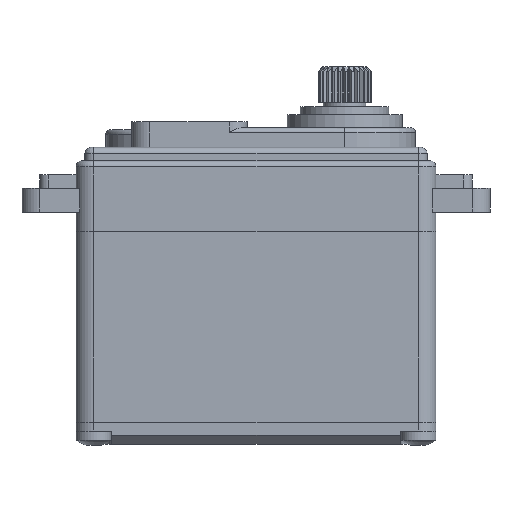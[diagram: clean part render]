
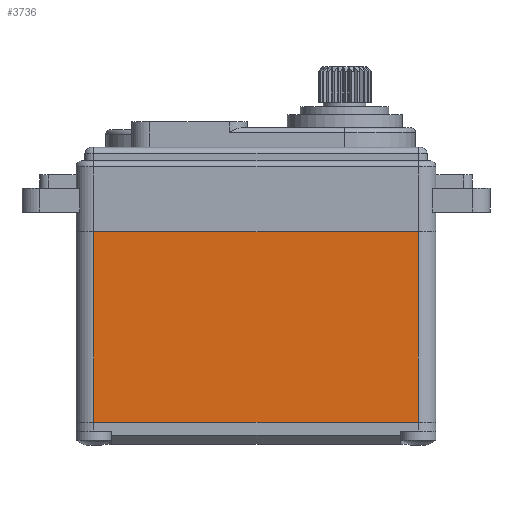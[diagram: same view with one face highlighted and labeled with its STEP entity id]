
A CAD part, left-side view. The second image highlights one B-rep face of the part: STEP entity #3736.
In plain terms, the highlighted planar face has unit normal (-1, 0, 0).
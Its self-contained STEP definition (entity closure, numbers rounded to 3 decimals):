
#3574 = VERTEX_POINT('',#3575);
#3575 = CARTESIAN_POINT('',(-10.,28.3,0.));
#3582 = EDGE_CURVE('',#3583,#3574,#3585,.T.);
#3583 = VERTEX_POINT('',#3584);
#3584 = CARTESIAN_POINT('',(-10.,-8.3,0.));
#3585 = LINE('',#3586,#3587);
#3586 = CARTESIAN_POINT('',(-10.,-10.3,0.));
#3587 = VECTOR('',#3588,1.);
#3588 = DIRECTION('',(0.,1.,0.));
#3640 = EDGE_CURVE('',#3574,#3641,#3643,.T.);
#3641 = VERTEX_POINT('',#3642);
#3642 = CARTESIAN_POINT('',(-10.,28.3,-21.5));
#3643 = LINE('',#3644,#3645);
#3644 = CARTESIAN_POINT('',(-10.,28.3,0.));
#3645 = VECTOR('',#3646,1.);
#3646 = DIRECTION('',(-0.,-0.,-1.));
#3691 = EDGE_CURVE('',#3692,#3641,#3694,.T.);
#3692 = VERTEX_POINT('',#3693);
#3693 = CARTESIAN_POINT('',(-10.,-8.3,-21.5));
#3694 = LINE('',#3695,#3696);
#3695 = CARTESIAN_POINT('',(-10.,-10.3,-21.5));
#3696 = VECTOR('',#3697,1.);
#3697 = DIRECTION('',(0.,1.,0.));
#3736 = ADVANCED_FACE('',(#3737),#3748,.F.);
#3737 = FACE_BOUND('',#3738,.F.);
#3738 = EDGE_LOOP('',(#3739,#3740,#3746,#3747));
#3739 = ORIENTED_EDGE('',*,*,#3582,.F.);
#3740 = ORIENTED_EDGE('',*,*,#3741,.T.);
#3741 = EDGE_CURVE('',#3583,#3692,#3742,.T.);
#3742 = LINE('',#3743,#3744);
#3743 = CARTESIAN_POINT('',(-10.,-8.3,0.));
#3744 = VECTOR('',#3745,1.);
#3745 = DIRECTION('',(-0.,-0.,-1.));
#3746 = ORIENTED_EDGE('',*,*,#3691,.T.);
#3747 = ORIENTED_EDGE('',*,*,#3640,.F.);
#3748 = PLANE('',#3749);
#3749 = AXIS2_PLACEMENT_3D('',#3750,#3751,#3752);
#3750 = CARTESIAN_POINT('',(-10.,-10.3,0.));
#3751 = DIRECTION('',(1.,0.,0.));
#3752 = DIRECTION('',(0.,1.,0.));
